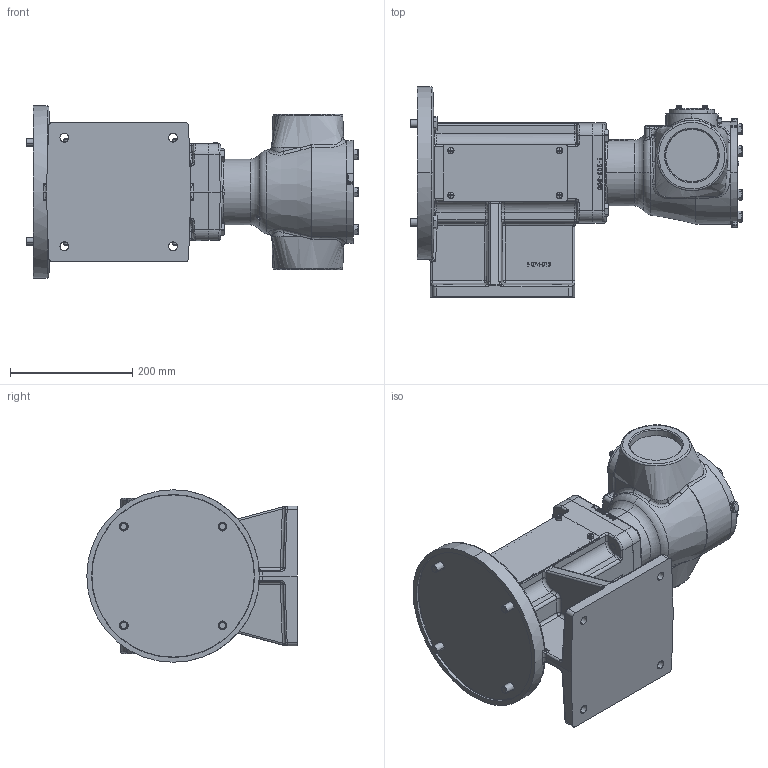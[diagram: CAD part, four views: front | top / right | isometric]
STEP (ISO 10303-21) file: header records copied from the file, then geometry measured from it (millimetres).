
FILE_DESCRIPTION (( 'STEP AP214' ), '1' );
FILE_NAME ('AL495-M_(284-286TC).STEP', '2017-02-27T16:40:42', ( '' ), ( '' ), 'SwSTEP 2.0', 'SolidWorks 2016', '' );
FILE_SCHEMA (( 'AUTOMOTIVE_DESIGN' ));
Length unit declared in the file: inch
Products named in the file (2): AL495-M_(284-286TC)
Bounding box: 543.62 x 344.42 x 282.45 mm (x, y, z)
Volume: 14909408 mm3; surface area: 745530.8 mm2
Topology: 1 solids, 14 shells, 2110 faces, 5414 edges, 3438 vertices
Faces by surface type: plane 905, bspline 468, cylinder 449, cone 160, torus 80, sphere 48
Entity records: 135318 total; most frequent: CARTESIAN_POINT 73999, ORIENTED_EDGE 10792, DIRECTION 8101, EDGE_CURVE 5396, VERTEX_POINT 3438, AXIS2_PLACEMENT_3D 2994, EDGE_LOOP 2276, LINE 2113
